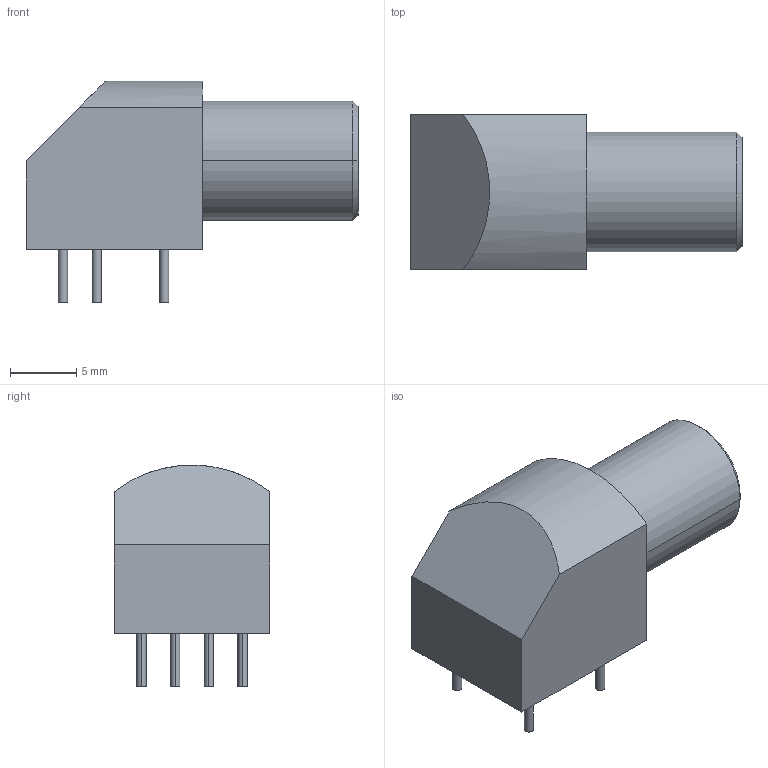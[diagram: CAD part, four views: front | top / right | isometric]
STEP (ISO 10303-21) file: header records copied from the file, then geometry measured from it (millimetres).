
FILE_DESCRIPTION((''),'2;1');
FILE_NAME('LEMO_EPL.0S.302.HLN.stp','2013-03-20T13:31:05',(''),(''),'Mechanical Desktop 2011','Mechanical Desktop 2011',', , ');
FILE_SCHEMA(('AUTOMOTIVE_DESIGN { 1 2 10303 214 1 1 1 1 }'));
Length unit declared in the file: millimetre
Products named in the file (1): Product
Bounding box: 25 x 11.7 x 16.7 mm (x, y, z)
Volume: 2056.5 mm3; surface area: 1855.5 mm2
Topology: 12 solids, 12 shells, 60 faces, 107 edges, 69 vertices
Faces by surface type: cylinder 28, plane 28, sphere 2, cone 2
Entity records: 1532 total; most frequent: DIRECTION 287, CARTESIAN_POINT 235, ORIENTED_EDGE 210, AXIS2_PLACEMENT_3D 121, EDGE_CURVE 105, VERTEX_POINT 69, EDGE_LOOP 66, FACE_OUTER_BOUND 60
